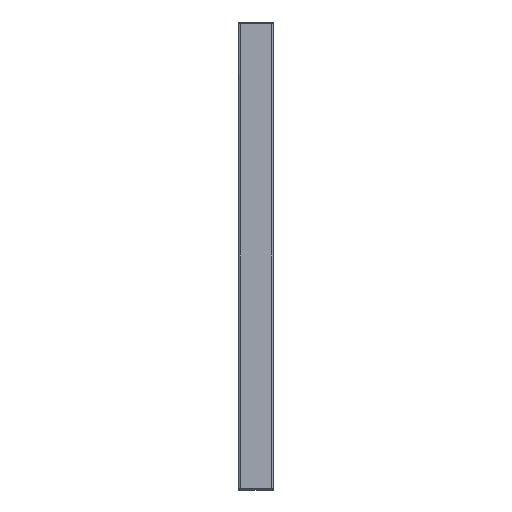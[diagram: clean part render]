
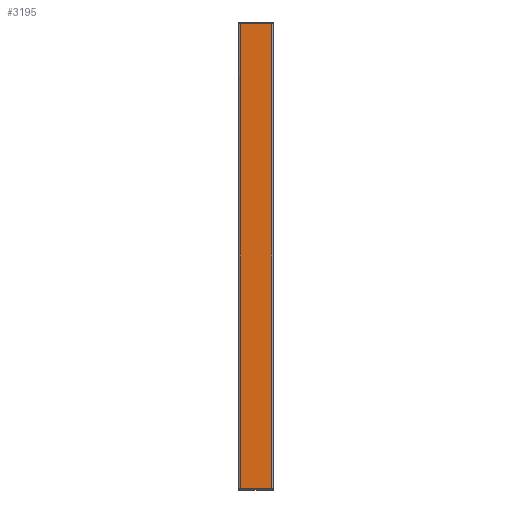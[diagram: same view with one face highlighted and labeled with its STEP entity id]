
A CAD part, left-side view. The second image highlights one B-rep face of the part: STEP entity #3195.
In plain terms, the highlighted planar face has unit normal (-1, 0, 0).
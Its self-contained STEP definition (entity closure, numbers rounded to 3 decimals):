
#44 = CYLINDRICAL_SURFACE('',#45,0.45);
#45 = AXIS2_PLACEMENT_3D('',#46,#47,#48);
#46 = CARTESIAN_POINT('',(-1.55,0.,101.55));
#47 = DIRECTION('',(0.,-1.,0.));
#48 = DIRECTION('',(0.,0.,1.));
#941 = VERTEX_POINT('',#942);
#942 = CARTESIAN_POINT('',(-2.,-0.45,101.55));
#969 = EDGE_CURVE('',#941,#970,#972,.T.);
#970 = VERTEX_POINT('',#971);
#971 = CARTESIAN_POINT('',(-2.,-7.55,101.55));
#972 = SURFACE_CURVE('',#973,(#977,#984),.PCURVE_S1.);
#973 = LINE('',#974,#975);
#974 = CARTESIAN_POINT('',(-2.,0.,101.55));
#975 = VECTOR('',#976,1.);
#976 = DIRECTION('',(0.,-1.,0.));
#977 = PCURVE('',#44,#978);
#978 = DEFINITIONAL_REPRESENTATION('',(#979),#983);
#979 = LINE('',#980,#981);
#980 = CARTESIAN_POINT('',(1.571,0.));
#981 = VECTOR('',#982,1.);
#982 = DIRECTION('',(0.,1.));
#983 = ( GEOMETRIC_REPRESENTATION_CONTEXT(2) 
PARAMETRIC_REPRESENTATION_CONTEXT() REPRESENTATION_CONTEXT('2D SPACE',''
  ) );
#984 = PCURVE('',#985,#990);
#985 = PLANE('',#986);
#986 = AXIS2_PLACEMENT_3D('',#987,#988,#989);
#987 = CARTESIAN_POINT('',(-2.,0.,-5.));
#988 = DIRECTION('',(-1.,0.,0.));
#989 = DIRECTION('',(0.,0.,1.));
#990 = DEFINITIONAL_REPRESENTATION('',(#991),#995);
#991 = LINE('',#992,#993);
#992 = CARTESIAN_POINT('',(106.55,0.));
#993 = VECTOR('',#994,1.);
#994 = DIRECTION('',(0.,-1.));
#995 = ( GEOMETRIC_REPRESENTATION_CONTEXT(2) 
PARAMETRIC_REPRESENTATION_CONTEXT() REPRESENTATION_CONTEXT('2D SPACE',''
  ) );
#3154 = CYLINDRICAL_SURFACE('',#3155,0.45);
#3155 = AXIS2_PLACEMENT_3D('',#3156,#3157,#3158);
#3156 = CARTESIAN_POINT('',(-1.55,-0.45,-5.));
#3157 = DIRECTION('',(0.,0.,1.));
#3158 = DIRECTION('',(-1.,0.,0.));
#3184 = CYLINDRICAL_SURFACE('',#3185,0.45);
#3185 = AXIS2_PLACEMENT_3D('',#3186,#3187,#3188);
#3186 = CARTESIAN_POINT('',(-1.55,-7.55,-5.));
#3187 = DIRECTION('',(0.,0.,1.));
#3188 = DIRECTION('',(-1.,0.,0.));
#3195 = ADVANCED_FACE('',(#3196),#985,.T.);
#3196 = FACE_BOUND('',#3197,.T.);
#3197 = EDGE_LOOP('',(#3198,#3199,#3222,#3250));
#3198 = ORIENTED_EDGE('',*,*,#969,.F.);
#3199 = ORIENTED_EDGE('',*,*,#3200,.F.);
#3200 = EDGE_CURVE('',#3201,#941,#3203,.T.);
#3201 = VERTEX_POINT('',#3202);
#3202 = CARTESIAN_POINT('',(-2.,-0.45,-4.55));
#3203 = SURFACE_CURVE('',#3204,(#3208,#3215),.PCURVE_S1.);
#3204 = LINE('',#3205,#3206);
#3205 = CARTESIAN_POINT('',(-2.,-0.45,-5.));
#3206 = VECTOR('',#3207,1.);
#3207 = DIRECTION('',(0.,0.,1.));
#3208 = PCURVE('',#985,#3209);
#3209 = DEFINITIONAL_REPRESENTATION('',(#3210),#3214);
#3210 = LINE('',#3211,#3212);
#3211 = CARTESIAN_POINT('',(0.,-0.45));
#3212 = VECTOR('',#3213,1.);
#3213 = DIRECTION('',(1.,0.));
#3214 = ( GEOMETRIC_REPRESENTATION_CONTEXT(2) 
PARAMETRIC_REPRESENTATION_CONTEXT() REPRESENTATION_CONTEXT('2D SPACE',''
  ) );
#3215 = PCURVE('',#3154,#3216);
#3216 = DEFINITIONAL_REPRESENTATION('',(#3217),#3221);
#3217 = LINE('',#3218,#3219);
#3218 = CARTESIAN_POINT('',(-0.,0.));
#3219 = VECTOR('',#3220,1.);
#3220 = DIRECTION('',(-0.,1.));
#3221 = ( GEOMETRIC_REPRESENTATION_CONTEXT(2) 
PARAMETRIC_REPRESENTATION_CONTEXT() REPRESENTATION_CONTEXT('2D SPACE',''
  ) );
#3222 = ORIENTED_EDGE('',*,*,#3223,.T.);
#3223 = EDGE_CURVE('',#3201,#3224,#3226,.T.);
#3224 = VERTEX_POINT('',#3225);
#3225 = CARTESIAN_POINT('',(-2.,-7.55,-4.55));
#3226 = SURFACE_CURVE('',#3227,(#3231,#3238),.PCURVE_S1.);
#3227 = LINE('',#3228,#3229);
#3228 = CARTESIAN_POINT('',(-2.,0.,-4.55));
#3229 = VECTOR('',#3230,1.);
#3230 = DIRECTION('',(0.,-1.,0.));
#3231 = PCURVE('',#985,#3232);
#3232 = DEFINITIONAL_REPRESENTATION('',(#3233),#3237);
#3233 = LINE('',#3234,#3235);
#3234 = CARTESIAN_POINT('',(0.45,0.));
#3235 = VECTOR('',#3236,1.);
#3236 = DIRECTION('',(0.,-1.));
#3237 = ( GEOMETRIC_REPRESENTATION_CONTEXT(2) 
PARAMETRIC_REPRESENTATION_CONTEXT() REPRESENTATION_CONTEXT('2D SPACE',''
  ) );
#3238 = PCURVE('',#3239,#3244);
#3239 = CYLINDRICAL_SURFACE('',#3240,0.45);
#3240 = AXIS2_PLACEMENT_3D('',#3241,#3242,#3243);
#3241 = CARTESIAN_POINT('',(-1.55,0.,-4.55));
#3242 = DIRECTION('',(0.,-1.,0.));
#3243 = DIRECTION('',(-1.,0.,0.));
#3244 = DEFINITIONAL_REPRESENTATION('',(#3245),#3249);
#3245 = LINE('',#3246,#3247);
#3246 = CARTESIAN_POINT('',(0.,0.));
#3247 = VECTOR('',#3248,1.);
#3248 = DIRECTION('',(0.,1.));
#3249 = ( GEOMETRIC_REPRESENTATION_CONTEXT(2) 
PARAMETRIC_REPRESENTATION_CONTEXT() REPRESENTATION_CONTEXT('2D SPACE',''
  ) );
#3250 = ORIENTED_EDGE('',*,*,#3251,.T.);
#3251 = EDGE_CURVE('',#3224,#970,#3252,.T.);
#3252 = SURFACE_CURVE('',#3253,(#3257,#3264),.PCURVE_S1.);
#3253 = LINE('',#3254,#3255);
#3254 = CARTESIAN_POINT('',(-2.,-7.55,-5.));
#3255 = VECTOR('',#3256,1.);
#3256 = DIRECTION('',(0.,0.,1.));
#3257 = PCURVE('',#985,#3258);
#3258 = DEFINITIONAL_REPRESENTATION('',(#3259),#3263);
#3259 = LINE('',#3260,#3261);
#3260 = CARTESIAN_POINT('',(0.,-7.55));
#3261 = VECTOR('',#3262,1.);
#3262 = DIRECTION('',(1.,0.));
#3263 = ( GEOMETRIC_REPRESENTATION_CONTEXT(2) 
PARAMETRIC_REPRESENTATION_CONTEXT() REPRESENTATION_CONTEXT('2D SPACE',''
  ) );
#3264 = PCURVE('',#3184,#3265);
#3265 = DEFINITIONAL_REPRESENTATION('',(#3266),#3270);
#3266 = LINE('',#3267,#3268);
#3267 = CARTESIAN_POINT('',(0.,0.));
#3268 = VECTOR('',#3269,1.);
#3269 = DIRECTION('',(0.,1.));
#3270 = ( GEOMETRIC_REPRESENTATION_CONTEXT(2) 
PARAMETRIC_REPRESENTATION_CONTEXT() REPRESENTATION_CONTEXT('2D SPACE',''
  ) );
